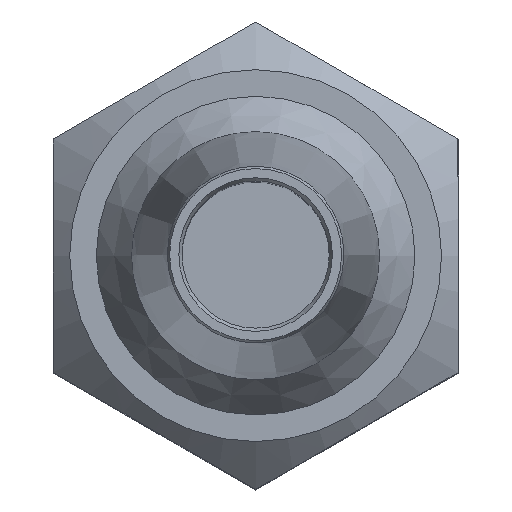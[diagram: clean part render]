
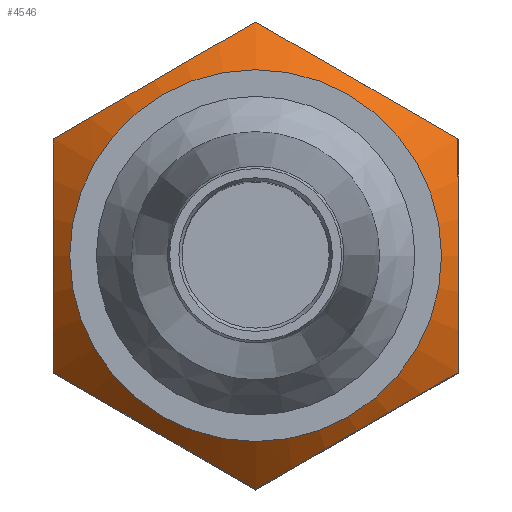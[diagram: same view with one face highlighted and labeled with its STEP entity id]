
A CAD part, top view. The second image highlights one B-rep face of the part: STEP entity #4546.
In plain terms, the highlighted conical face has half-angle 48.013 degrees and reference radius 28.569 mm.
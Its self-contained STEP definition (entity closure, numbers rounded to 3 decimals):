
#18=(
BOUNDED_CURVE()
B_SPLINE_CURVE(2,(#8225,#8226,#8227),.UNSPECIFIED.,.F.,.F.)
B_SPLINE_CURVE_WITH_KNOTS((3,3),(0.085,3.389),
 .UNSPECIFIED.)
CURVE()
GEOMETRIC_REPRESENTATION_ITEM()
RATIONAL_B_SPLINE_CURVE((1.008,1.164,1.008))
REPRESENTATION_ITEM('')
);
#20=(
BOUNDED_CURVE()
B_SPLINE_CURVE(2,(#8252,#8253,#8254),.UNSPECIFIED.,.F.,.F.)
B_SPLINE_CURVE_WITH_KNOTS((3,3),(0.085,3.389),
 .UNSPECIFIED.)
CURVE()
GEOMETRIC_REPRESENTATION_ITEM()
RATIONAL_B_SPLINE_CURVE((1.008,1.164,1.008))
REPRESENTATION_ITEM('')
);
#21=(
BOUNDED_CURVE()
B_SPLINE_CURVE(2,(#8255,#8256,#8257),.UNSPECIFIED.,.F.,.F.)
B_SPLINE_CURVE_WITH_KNOTS((3,3),(0.085,3.389),
 .UNSPECIFIED.)
CURVE()
GEOMETRIC_REPRESENTATION_ITEM()
RATIONAL_B_SPLINE_CURVE((1.008,1.164,1.008))
REPRESENTATION_ITEM('')
);
#22=(
BOUNDED_CURVE()
B_SPLINE_CURVE(2,(#8259,#8260,#8261),.UNSPECIFIED.,.F.,.F.)
B_SPLINE_CURVE_WITH_KNOTS((3,3),(0.085,3.389),
 .UNSPECIFIED.)
CURVE()
GEOMETRIC_REPRESENTATION_ITEM()
RATIONAL_B_SPLINE_CURVE((1.008,1.164,1.008))
REPRESENTATION_ITEM('')
);
#23=(
BOUNDED_CURVE()
B_SPLINE_CURVE(2,(#8263,#8264,#8265),.UNSPECIFIED.,.F.,.F.)
B_SPLINE_CURVE_WITH_KNOTS((3,3),(0.085,3.389),
 .UNSPECIFIED.)
CURVE()
GEOMETRIC_REPRESENTATION_ITEM()
RATIONAL_B_SPLINE_CURVE((1.008,1.164,1.008))
REPRESENTATION_ITEM('')
);
#24=(
BOUNDED_CURVE()
B_SPLINE_CURVE(2,(#8266,#8267,#8268),.UNSPECIFIED.,.F.,.F.)
B_SPLINE_CURVE_WITH_KNOTS((3,3),(0.085,3.389),
 .UNSPECIFIED.)
CURVE()
GEOMETRIC_REPRESENTATION_ITEM()
RATIONAL_B_SPLINE_CURVE((1.008,1.164,1.008))
REPRESENTATION_ITEM('')
);
#1353=FACE_BOUND('',#1865,.T.);
#1582=FACE_OUTER_BOUND('',#1864,.T.);
#1864=EDGE_LOOP('',(#4116,#4117,#4118,#4119,#4120,#4121));
#1865=EDGE_LOOP('',(#4122));
#1932=CIRCLE('',#4742,25.261);
#2327=VERTEX_POINT('',#8223);
#2328=VERTEX_POINT('',#8224);
#2334=VERTEX_POINT('',#8250);
#2335=VERTEX_POINT('',#8251);
#2336=VERTEX_POINT('',#8258);
#2337=VERTEX_POINT('',#8262);
#2338=VERTEX_POINT('',#8269);
#2944=EDGE_CURVE('',#2327,#2328,#18,.T.);
#2951=EDGE_CURVE('',#2334,#2335,#20,.T.);
#2952=EDGE_CURVE('',#2328,#2334,#21,.T.);
#2953=EDGE_CURVE('',#2336,#2327,#22,.T.);
#2954=EDGE_CURVE('',#2337,#2336,#23,.T.);
#2955=EDGE_CURVE('',#2335,#2337,#24,.T.);
#2956=EDGE_CURVE('',#2338,#2338,#1932,.T.);
#4116=ORIENTED_EDGE('',*,*,#2951,.F.);
#4117=ORIENTED_EDGE('',*,*,#2952,.F.);
#4118=ORIENTED_EDGE('',*,*,#2944,.F.);
#4119=ORIENTED_EDGE('',*,*,#2953,.F.);
#4120=ORIENTED_EDGE('',*,*,#2954,.F.);
#4121=ORIENTED_EDGE('',*,*,#2955,.F.);
#4122=ORIENTED_EDGE('',*,*,#2956,.F.);
#4315=CONICAL_SURFACE('',#4741,28.569,48.013);
#4546=ADVANCED_FACE('',(#1582,#1353),#4315,.T.);
#4741=AXIS2_PLACEMENT_3D('',#8249,#5503,#5504);
#4742=AXIS2_PLACEMENT_3D('',#8270,#5505,#5506);
#5503=DIRECTION('center_axis',(0.,0.,-1.));
#5504=DIRECTION('ref_axis',(0.,-1.,0.));
#5505=DIRECTION('center_axis',(0.,0.,1.));
#5506=DIRECTION('ref_axis',(0.,-1.,0.));
#8223=CARTESIAN_POINT('',(-27.49,-15.894,-5.844));
#8224=CARTESIAN_POINT('',(-27.51,15.86,-5.844));
#8225=CARTESIAN_POINT('Ctrl Pts',(-27.49,-15.894,-5.844));
#8226=CARTESIAN_POINT('Ctrl Pts',(-27.5,-0.017,
1.301));
#8227=CARTESIAN_POINT('Ctrl Pts',(-27.51,15.86,-5.844));
#8249=CARTESIAN_POINT('Origin',(0.,0.,-2.977));
#8250=CARTESIAN_POINT('',(-0.02,31.754,-5.844));
#8251=CARTESIAN_POINT('',(27.49,15.894,-5.844));
#8252=CARTESIAN_POINT('Ctrl Pts',(-0.02,31.754,
-5.844));
#8253=CARTESIAN_POINT('Ctrl Pts',(13.735,23.824,1.301));
#8254=CARTESIAN_POINT('Ctrl Pts',(27.49,15.894,-5.844));
#8255=CARTESIAN_POINT('Ctrl Pts',(-27.51,15.86,-5.844));
#8256=CARTESIAN_POINT('Ctrl Pts',(-13.765,23.807,1.301));
#8257=CARTESIAN_POINT('Ctrl Pts',(-0.02,31.754,
-5.844));
#8258=CARTESIAN_POINT('',(0.02,-31.754,-5.844));
#8259=CARTESIAN_POINT('Ctrl Pts',(0.02,-31.754,
-5.844));
#8260=CARTESIAN_POINT('Ctrl Pts',(-13.735,-23.824,1.301));
#8261=CARTESIAN_POINT('Ctrl Pts',(-27.49,-15.894,-5.844));
#8262=CARTESIAN_POINT('',(27.51,-15.86,-5.844));
#8263=CARTESIAN_POINT('Ctrl Pts',(27.51,-15.86,-5.844));
#8264=CARTESIAN_POINT('Ctrl Pts',(13.765,-23.807,1.301));
#8265=CARTESIAN_POINT('Ctrl Pts',(0.02,-31.754,
-5.844));
#8266=CARTESIAN_POINT('Ctrl Pts',(27.49,15.894,-5.844));
#8267=CARTESIAN_POINT('Ctrl Pts',(27.5,0.017,1.301));
#8268=CARTESIAN_POINT('Ctrl Pts',(27.51,-15.86,-5.844));
#8269=CARTESIAN_POINT('',(0.,25.261,0.));
#8270=CARTESIAN_POINT('Origin',(0.,0.,0.));
